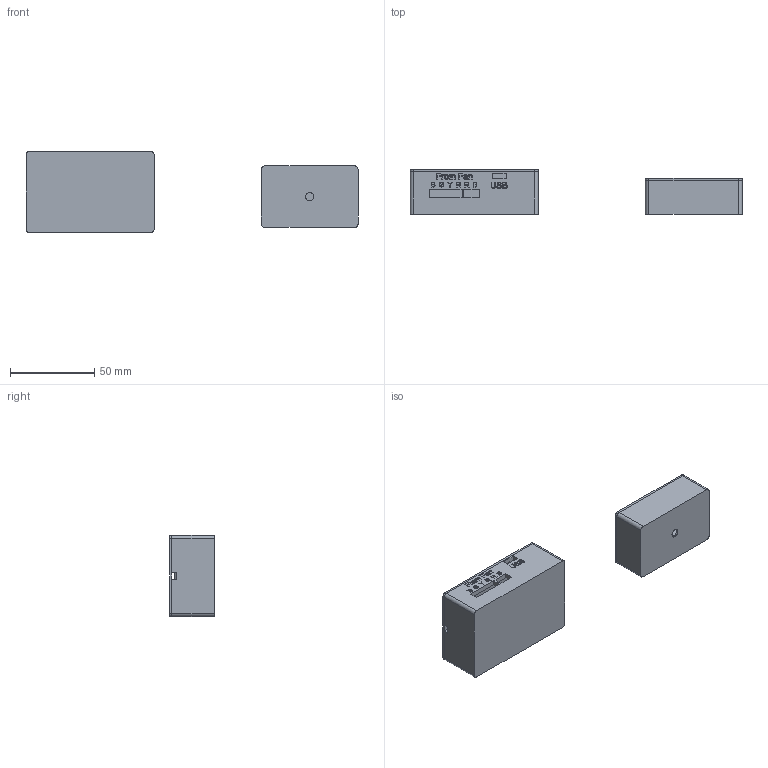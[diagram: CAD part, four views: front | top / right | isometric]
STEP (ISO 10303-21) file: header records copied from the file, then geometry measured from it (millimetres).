
FILE_DESCRIPTION(/* description */ (''),/* implementation_level */ '2;1');
FILE_NAME(/* name */ 'Fireplace Blower Enclosures.step',/* time_stamp */ '2019-09-05T12:51:43-05:00',/* author */ (''),/* organization */ (''),/* preprocessor_version */ 'ST-DEVELOPER v18',/* originating_system */ 'Autodesk Translation Framework v8.6.0.1094',/* authorisation */ '');
FILE_SCHEMA (('AUTOMOTIVE_DESIGN { 1 0 10303 214 3 1 1 }'));
Length unit declared in the file: millimetre
Products named in the file (1): Fireplace Blower Enclosures
Bounding box: 196.9 x 26.4 x 48.2 mm (x, y, z)
Volume: 43675.7 mm3; surface area: 42637.6 mm2
Topology: 4 solids, 4 shells, 672 faces, 1848 edges, 1232 vertices
Faces by surface type: bspline 325, plane 288, cylinder 51, cone 8
Full cylindrical faces by diameter (mm): 2.1 x16, 5 x1
Entity records: 24342 total; most frequent: CARTESIAN_POINT 9278, ORIENTED_EDGE 3696, DIRECTION 2012, EDGE_CURVE 1848, VERTEX_POINT 1232, LINE 1080, VECTOR 1080, EDGE_LOOP 746
